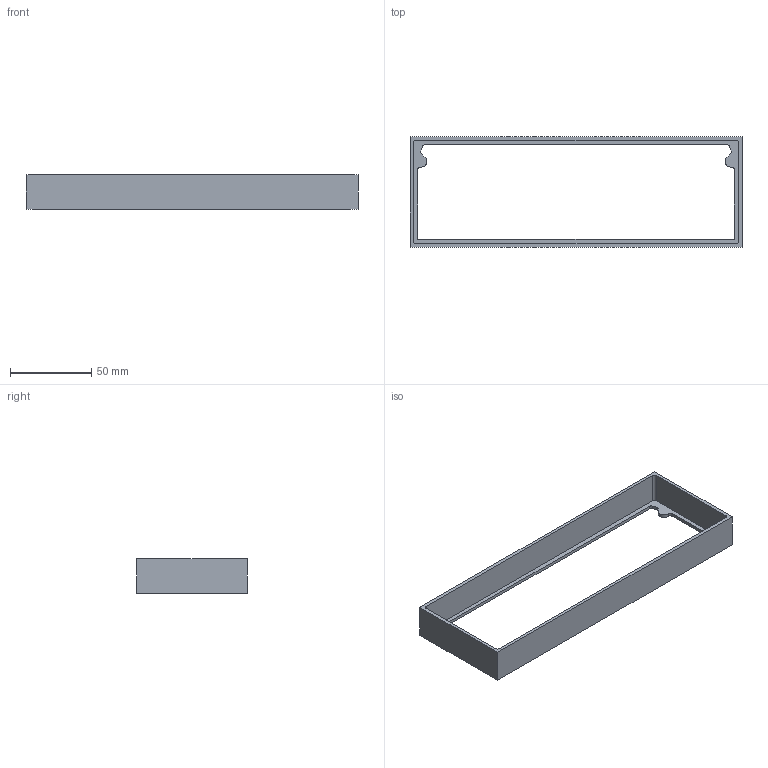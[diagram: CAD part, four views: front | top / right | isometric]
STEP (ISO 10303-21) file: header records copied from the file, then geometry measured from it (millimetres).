
FILE_DESCRIPTION(('CoCreate Modeling STEP Export'),'2;1');
FILE_NAME('6249856.stp','2016-10-05T13:13:10',(''),(''),'CoCreate Modeling STEP processor for AP214 (Solid Model)','CoCreate Modeling 16.00B 02-Dec-2008 (C) Parametric Technology GmbH','');
FILE_SCHEMA(('AUTOMOTIVE_DESIGN { 1 0 10303 214 1 1 1 1 }'));
Length unit declared in the file: millimetre
Products named in the file (1): Kantenschutz_60200.1
Bounding box: 204.05 x 67.7 x 21 mm (x, y, z)
Volume: 25580.6 mm3; surface area: 27594.1 mm2
Topology: 1 solids, 1 shells, 37 faces, 102 edges, 68 vertices
Faces by surface type: plane 21, cylinder 16
Entity records: 1154 total; most frequent: ORIENTED_EDGE 204, CARTESIAN_POINT 196, DIRECTION 186, EDGE_CURVE 102, VECTOR 70, LINE 70, VERTEX_POINT 68, AXIS2_PLACEMENT_3D 58
